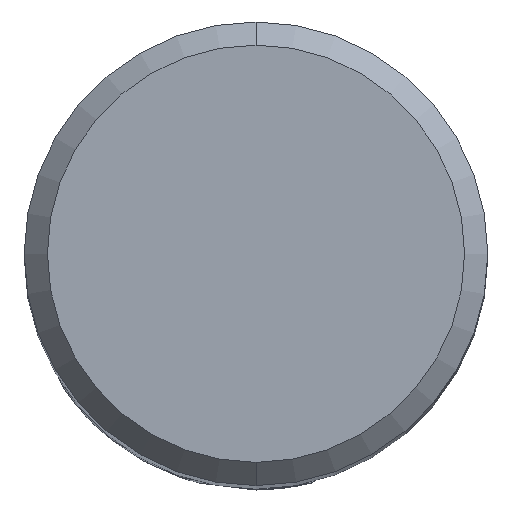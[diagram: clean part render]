
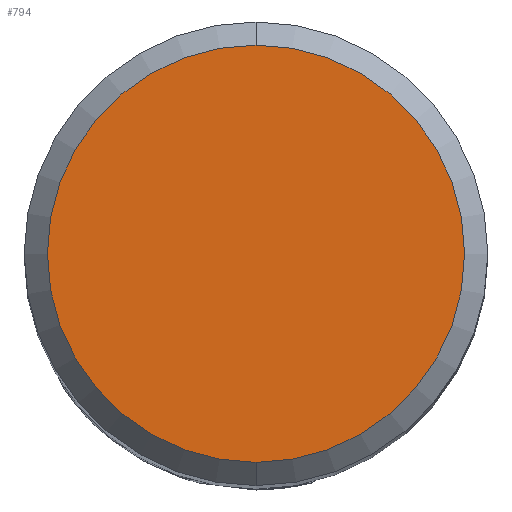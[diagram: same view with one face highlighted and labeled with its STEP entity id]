
A CAD part, top view. The second image highlights one B-rep face of the part: STEP entity #794.
In plain terms, the highlighted planar face has unit normal (0, 0, 1).
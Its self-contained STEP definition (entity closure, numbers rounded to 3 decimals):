
#430=EDGE_CURVE('',#738,#448,#1178,.T.);
#448=VERTEX_POINT('',#1198);
#482=EDGE_CURVE('',#448,#738,#1237,.T.);
#738=VERTEX_POINT('',#1515);
#794=ADVANCED_FACE('',(#1573),#1574,.T.);
#1178=CIRCLE('',#2031,4.5);
#1198=CARTESIAN_POINT('',(0.,-4.5,0.0));
#1237=CIRCLE('',#2253,4.5);
#1515=CARTESIAN_POINT('',(0.0,4.5,0.0));
#1573=FACE_OUTER_BOUND('',#4363,.T.);
#1574=PLANE('',#4364);
#2031=AXIS2_PLACEMENT_3D('',#6821,#6822,#6823);
#2253=AXIS2_PLACEMENT_3D('',#6898,#6899,#6900);
#4363=EDGE_LOOP('',(#7195,#7196));
#4364=AXIS2_PLACEMENT_3D('',#7197,#7198,#7199);
#6821=CARTESIAN_POINT('',(0.0,0.0,0.0));
#6822=DIRECTION('',(0.0,0.0,-1.0));
#6823=DIRECTION('',(0.0,1.0,0.0));
#6898=CARTESIAN_POINT('',(0.0,0.0,0.0));
#6899=DIRECTION('',(0.0,0.0,-1.0));
#6900=DIRECTION('',(0.0,1.0,0.0));
#7195=ORIENTED_EDGE('',*,*,#430,.F.);
#7196=ORIENTED_EDGE('',*,*,#482,.F.);
#7197=CARTESIAN_POINT('',(0.0,2.25,0.0));
#7198=DIRECTION('',(-0.0,0.0,1.0));
#7199=DIRECTION('',(0.0,-1.0,0.0));
